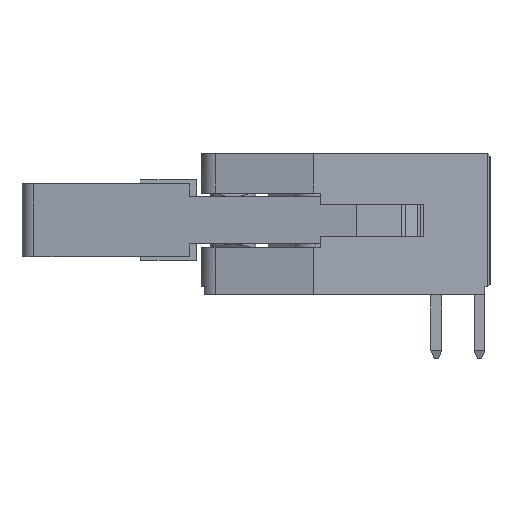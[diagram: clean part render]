
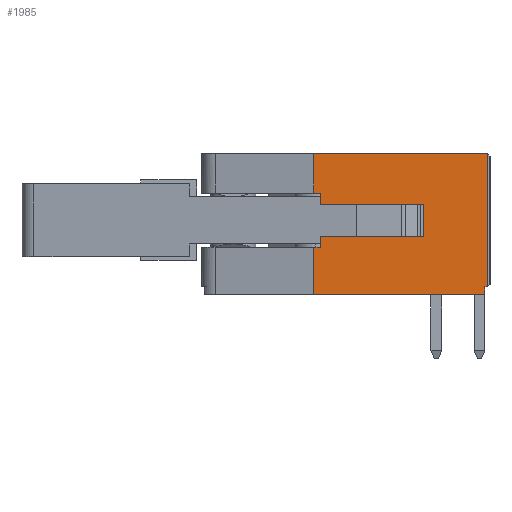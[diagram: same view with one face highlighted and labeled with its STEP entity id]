
A CAD part, left-side view. The second image highlights one B-rep face of the part: STEP entity #1985.
In plain terms, the highlighted planar face has unit normal (-1, 0, 0).
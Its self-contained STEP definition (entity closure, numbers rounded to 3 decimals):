
#1824=CARTESIAN_POINT('',(-27.022,-4.716,-0.381));
#1825=DIRECTION('',(0.,-1.,0.));
#1826=DIRECTION('',(-1.,0.,0.));
#1827=AXIS2_PLACEMENT_3D('',#1824,#1826,#1825);
#1828=PLANE('',#1827);
#1829=CARTESIAN_POINT('',(-27.022,-6.091,0.794));
#1830=VERTEX_POINT('',#1829);
#1831=CARTESIAN_POINT('',(-27.022,-6.091,-1.106));
#1832=VERTEX_POINT('',#1831);
#1833=CARTESIAN_POINT('',(-27.022,-6.091,0.794));
#1834=CARTESIAN_POINT('',(-27.022,-6.091,0.414));
#1835=CARTESIAN_POINT('',(-27.022,-6.091,0.034));
#1836=CARTESIAN_POINT('',(-27.022,-6.091,-0.346));
#1837=CARTESIAN_POINT('',(-27.022,-6.091,-0.726));
#1838=CARTESIAN_POINT('',(-27.022,-6.091,-1.106));
#1839=B_SPLINE_CURVE_WITH_KNOTS('',5,(#1833,#1834,#1835,#1836,#1837,#1838),.UNSPECIFIED.,.F.,.U.,(6,6),(0.,1.9),.UNSPECIFIED.);
#1840=EDGE_CURVE('',#1830,#1832,#1839,.T.);
#1841=ORIENTED_EDGE('',*,*,#1840,.T.);
#1842=CARTESIAN_POINT('',(-27.022,0.009,-1.106));
#1843=VERTEX_POINT('',#1842);
#1844=CARTESIAN_POINT('',(-27.022,-6.091,-1.106));
#1845=CARTESIAN_POINT('',(-27.022,-4.871,-1.106));
#1846=CARTESIAN_POINT('',(-27.022,-3.651,-1.106));
#1847=CARTESIAN_POINT('',(-27.022,-2.431,-1.106));
#1848=CARTESIAN_POINT('',(-27.022,-1.211,-1.106));
#1849=CARTESIAN_POINT('',(-27.022,0.009,-1.106));
#1850=B_SPLINE_CURVE_WITH_KNOTS('',5,(#1844,#1845,#1846,#1847,#1848,#1849),.UNSPECIFIED.,.F.,.U.,(6,6),(0.,6.1),.UNSPECIFIED.);
#1851=EDGE_CURVE('',#1832,#1843,#1850,.T.);
#1852=ORIENTED_EDGE('',*,*,#1851,.T.);
#1853=CARTESIAN_POINT('',(-27.022,0.009,-1.756));
#1854=VERTEX_POINT('',#1853);
#1855=CARTESIAN_POINT('',(-27.022,0.009,-1.106));
#1856=CARTESIAN_POINT('',(-27.022,0.009,-1.236));
#1857=CARTESIAN_POINT('',(-27.022,0.009,-1.366));
#1858=CARTESIAN_POINT('',(-27.022,0.009,-1.496));
#1859=CARTESIAN_POINT('',(-27.022,0.009,-1.626));
#1860=CARTESIAN_POINT('',(-27.022,0.009,-1.756));
#1861=B_SPLINE_CURVE_WITH_KNOTS('',5,(#1855,#1856,#1857,#1858,#1859,#1860),.UNSPECIFIED.,.F.,.U.,(6,6),(0.,0.65),.UNSPECIFIED.);
#1862=EDGE_CURVE('',#1843,#1854,#1861,.T.);
#1863=ORIENTED_EDGE('',*,*,#1862,.T.);
#1864=CARTESIAN_POINT('',(-27.022,0.409,-1.756));
#1865=VERTEX_POINT('',#1864);
#1866=CARTESIAN_POINT('',(-27.022,0.009,-1.756));
#1867=CARTESIAN_POINT('',(-27.022,0.089,-1.756));
#1868=CARTESIAN_POINT('',(-27.022,0.169,-1.756));
#1869=CARTESIAN_POINT('',(-27.022,0.249,-1.756));
#1870=CARTESIAN_POINT('',(-27.022,0.329,-1.756));
#1871=CARTESIAN_POINT('',(-27.022,0.409,-1.756));
#1872=B_SPLINE_CURVE_WITH_KNOTS('',5,(#1866,#1867,#1868,#1869,#1870,#1871),.UNSPECIFIED.,.F.,.U.,(6,6),(0.,0.4),.UNSPECIFIED.);
#1873=EDGE_CURVE('',#1854,#1865,#1872,.T.);
#1874=ORIENTED_EDGE('',*,*,#1873,.T.);
#1875=CARTESIAN_POINT('',(-27.022,0.409,-4.531));
#1876=VERTEX_POINT('',#1875);
#1877=CARTESIAN_POINT('',(-27.022,0.409,-1.756));
#1878=CARTESIAN_POINT('',(-27.022,0.409,-2.311));
#1879=CARTESIAN_POINT('',(-27.022,0.409,-2.866));
#1880=CARTESIAN_POINT('',(-27.022,0.409,-3.421));
#1881=CARTESIAN_POINT('',(-27.022,0.409,-3.976));
#1882=CARTESIAN_POINT('',(-27.022,0.409,-4.531));
#1883=B_SPLINE_CURVE_WITH_KNOTS('',5,(#1877,#1878,#1879,#1880,#1881,#1882),.UNSPECIFIED.,.F.,.U.,(6,6),(0.,2.775),.UNSPECIFIED.);
#1884=EDGE_CURVE('',#1865,#1876,#1883,.T.);
#1885=ORIENTED_EDGE('',*,*,#1884,.T.);
#1886=CARTESIAN_POINT('',(-27.022,-9.691,-4.531));
#1887=VERTEX_POINT('',#1886);
#1888=CARTESIAN_POINT('',(-27.022,0.409,-4.531));
#1889=CARTESIAN_POINT('',(-27.022,-1.611,-4.531));
#1890=CARTESIAN_POINT('',(-27.022,-3.631,-4.531));
#1891=CARTESIAN_POINT('',(-27.022,-5.651,-4.531));
#1892=CARTESIAN_POINT('',(-27.022,-7.671,-4.531));
#1893=CARTESIAN_POINT('',(-27.022,-9.691,-4.531));
#1894=B_SPLINE_CURVE_WITH_KNOTS('',5,(#1888,#1889,#1890,#1891,#1892,#1893),.UNSPECIFIED.,.F.,.U.,(6,6),(0.,10.1),.UNSPECIFIED.);
#1895=EDGE_CURVE('',#1876,#1887,#1894,.T.);
#1896=ORIENTED_EDGE('',*,*,#1895,.T.);
#1897=CARTESIAN_POINT('',(-27.022,-9.691,-4.081));
#1898=VERTEX_POINT('',#1897);
#1899=CARTESIAN_POINT('',(-27.022,-9.691,-4.531));
#1900=CARTESIAN_POINT('',(-27.022,-9.691,-4.441));
#1901=CARTESIAN_POINT('',(-27.022,-9.691,-4.351));
#1902=CARTESIAN_POINT('',(-27.022,-9.691,-4.261));
#1903=CARTESIAN_POINT('',(-27.022,-9.691,-4.171));
#1904=CARTESIAN_POINT('',(-27.022,-9.691,-4.081));
#1905=B_SPLINE_CURVE_WITH_KNOTS('',5,(#1899,#1900,#1901,#1902,#1903,#1904),.UNSPECIFIED.,.F.,.U.,(6,6),(0.,0.45),.UNSPECIFIED.);
#1906=EDGE_CURVE('',#1887,#1898,#1905,.T.);
#1907=ORIENTED_EDGE('',*,*,#1906,.T.);
#1908=CARTESIAN_POINT('',(-27.022,-9.841,-4.081));
#1909=VERTEX_POINT('',#1908);
#1910=CARTESIAN_POINT('',(-27.022,-9.691,-4.081));
#1911=CARTESIAN_POINT('',(-27.022,-9.721,-4.081));
#1912=CARTESIAN_POINT('',(-27.022,-9.751,-4.081));
#1913=CARTESIAN_POINT('',(-27.022,-9.781,-4.081));
#1914=CARTESIAN_POINT('',(-27.022,-9.811,-4.081));
#1915=CARTESIAN_POINT('',(-27.022,-9.841,-4.081));
#1916=B_SPLINE_CURVE_WITH_KNOTS('',5,(#1910,#1911,#1912,#1913,#1914,#1915),.UNSPECIFIED.,.F.,.U.,(6,6),(0.,0.15),.UNSPECIFIED.);
#1917=EDGE_CURVE('',#1898,#1909,#1916,.T.);
#1918=ORIENTED_EDGE('',*,*,#1917,.T.);
#1919=CARTESIAN_POINT('',(-27.022,-9.841,3.769));
#1920=VERTEX_POINT('',#1919);
#1921=CARTESIAN_POINT('',(-27.022,-9.841,-4.081));
#1922=CARTESIAN_POINT('',(-27.022,-9.841,-2.511));
#1923=CARTESIAN_POINT('',(-27.022,-9.841,-0.941));
#1924=CARTESIAN_POINT('',(-27.022,-9.841,0.629));
#1925=CARTESIAN_POINT('',(-27.022,-9.841,2.199));
#1926=CARTESIAN_POINT('',(-27.022,-9.841,3.769));
#1927=B_SPLINE_CURVE_WITH_KNOTS('',5,(#1921,#1922,#1923,#1924,#1925,#1926),.UNSPECIFIED.,.F.,.U.,(6,6),(0.,7.85),.UNSPECIFIED.);
#1928=EDGE_CURVE('',#1909,#1920,#1927,.T.);
#1929=ORIENTED_EDGE('',*,*,#1928,.T.);
#1930=CARTESIAN_POINT('',(-27.022,0.409,3.769));
#1931=VERTEX_POINT('',#1930);
#1932=CARTESIAN_POINT('',(-27.022,-9.841,3.769));
#1933=CARTESIAN_POINT('',(-27.022,-7.791,3.769));
#1934=CARTESIAN_POINT('',(-27.022,-5.741,3.769));
#1935=CARTESIAN_POINT('',(-27.022,-3.691,3.769));
#1936=CARTESIAN_POINT('',(-27.022,-1.641,3.769));
#1937=CARTESIAN_POINT('',(-27.022,0.409,3.769));
#1938=B_SPLINE_CURVE_WITH_KNOTS('',5,(#1932,#1933,#1934,#1935,#1936,#1937),.UNSPECIFIED.,.F.,.U.,(6,6),(0.,10.25),.UNSPECIFIED.);
#1939=EDGE_CURVE('',#1920,#1931,#1938,.T.);
#1940=ORIENTED_EDGE('',*,*,#1939,.T.);
#1941=CARTESIAN_POINT('',(-27.022,0.409,1.444));
#1942=VERTEX_POINT('',#1941);
#1943=CARTESIAN_POINT('',(-27.022,0.409,3.769));
#1944=CARTESIAN_POINT('',(-27.022,0.409,3.304));
#1945=CARTESIAN_POINT('',(-27.022,0.409,2.839));
#1946=CARTESIAN_POINT('',(-27.022,0.409,2.374));
#1947=CARTESIAN_POINT('',(-27.022,0.409,1.909));
#1948=CARTESIAN_POINT('',(-27.022,0.409,1.444));
#1949=B_SPLINE_CURVE_WITH_KNOTS('',5,(#1943,#1944,#1945,#1946,#1947,#1948),.UNSPECIFIED.,.F.,.U.,(6,6),(0.,2.325),.UNSPECIFIED.);
#1950=EDGE_CURVE('',#1931,#1942,#1949,.T.);
#1951=ORIENTED_EDGE('',*,*,#1950,.T.);
#1952=CARTESIAN_POINT('',(-27.022,0.009,1.444));
#1953=VERTEX_POINT('',#1952);
#1954=CARTESIAN_POINT('',(-27.022,0.409,1.444));
#1955=CARTESIAN_POINT('',(-27.022,0.329,1.444));
#1956=CARTESIAN_POINT('',(-27.022,0.249,1.444));
#1957=CARTESIAN_POINT('',(-27.022,0.169,1.444));
#1958=CARTESIAN_POINT('',(-27.022,0.089,1.444));
#1959=CARTESIAN_POINT('',(-27.022,0.009,1.444));
#1960=B_SPLINE_CURVE_WITH_KNOTS('',5,(#1954,#1955,#1956,#1957,#1958,#1959),.UNSPECIFIED.,.F.,.U.,(6,6),(0.,0.4),.UNSPECIFIED.);
#1961=EDGE_CURVE('',#1942,#1953,#1960,.T.);
#1962=ORIENTED_EDGE('',*,*,#1961,.T.);
#1963=CARTESIAN_POINT('',(-27.022,0.009,0.794));
#1964=VERTEX_POINT('',#1963);
#1965=CARTESIAN_POINT('',(-27.022,0.009,1.444));
#1966=CARTESIAN_POINT('',(-27.022,0.009,1.314));
#1967=CARTESIAN_POINT('',(-27.022,0.009,1.184));
#1968=CARTESIAN_POINT('',(-27.022,0.009,1.054));
#1969=CARTESIAN_POINT('',(-27.022,0.009,0.924));
#1970=CARTESIAN_POINT('',(-27.022,0.009,0.794));
#1971=B_SPLINE_CURVE_WITH_KNOTS('',5,(#1965,#1966,#1967,#1968,#1969,#1970),.UNSPECIFIED.,.F.,.U.,(6,6),(0.,0.65),.UNSPECIFIED.);
#1972=EDGE_CURVE('',#1953,#1964,#1971,.T.);
#1973=ORIENTED_EDGE('',*,*,#1972,.T.);
#1974=CARTESIAN_POINT('',(-27.022,0.009,0.794));
#1975=CARTESIAN_POINT('',(-27.022,-1.211,0.794));
#1976=CARTESIAN_POINT('',(-27.022,-2.431,0.794));
#1977=CARTESIAN_POINT('',(-27.022,-3.651,0.794));
#1978=CARTESIAN_POINT('',(-27.022,-4.871,0.794));
#1979=CARTESIAN_POINT('',(-27.022,-6.091,0.794));
#1980=B_SPLINE_CURVE_WITH_KNOTS('',5,(#1974,#1975,#1976,#1977,#1978,#1979),.UNSPECIFIED.,.F.,.U.,(6,6),(0.,6.1),.UNSPECIFIED.);
#1981=EDGE_CURVE('',#1964,#1830,#1980,.T.);
#1982=ORIENTED_EDGE('',*,*,#1981,.T.);
#1983=EDGE_LOOP('',(#1841,#1852,#1863,#1874,#1885,#1896,#1907,#1918,#1929,#1940,#1951,#1962,#1973,#1982));
#1984=FACE_OUTER_BOUND('',#1983,.T.);
#1985=ADVANCED_FACE('',(#1984),#1828,.T.);
